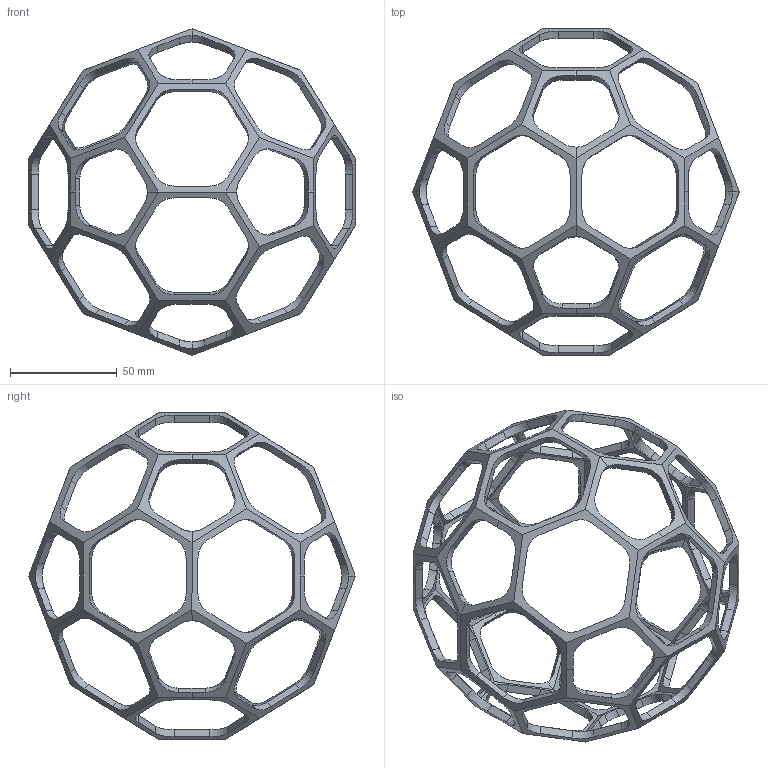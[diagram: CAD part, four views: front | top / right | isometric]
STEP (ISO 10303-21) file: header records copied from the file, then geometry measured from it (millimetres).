
FILE_DESCRIPTION (( 'STEP AP214' ), '1' );
FILE_NAME ('fb.STEP', '2019-11-10T14:20:38', ( '' ), ( '' ), 'SwSTEP 2.0', 'SolidWorks 2018', '' );
FILE_SCHEMA (( 'AUTOMOTIVE_DESIGN' ));
Length unit declared in the file: millimetre
Products named in the file (1): fb
Bounding box: 152.9 x 152.9 x 152.9 mm (x, y, z)
Volume: 50510.4 mm3; surface area: 45132.5 mm2
Topology: 1 solids, 1 shells, 459 faces, 1403 edges, 924 vertices
Faces by surface type: plane 220, cylinder 191, bspline 48
Entity records: 18843 total; most frequent: CARTESIAN_POINT 6795, ORIENTED_EDGE 2806, DIRECTION 2111, EDGE_CURVE 1403, VERTEX_POINT 924, VECTOR 783, LINE 783, AXIS2_PLACEMENT_3D 664
